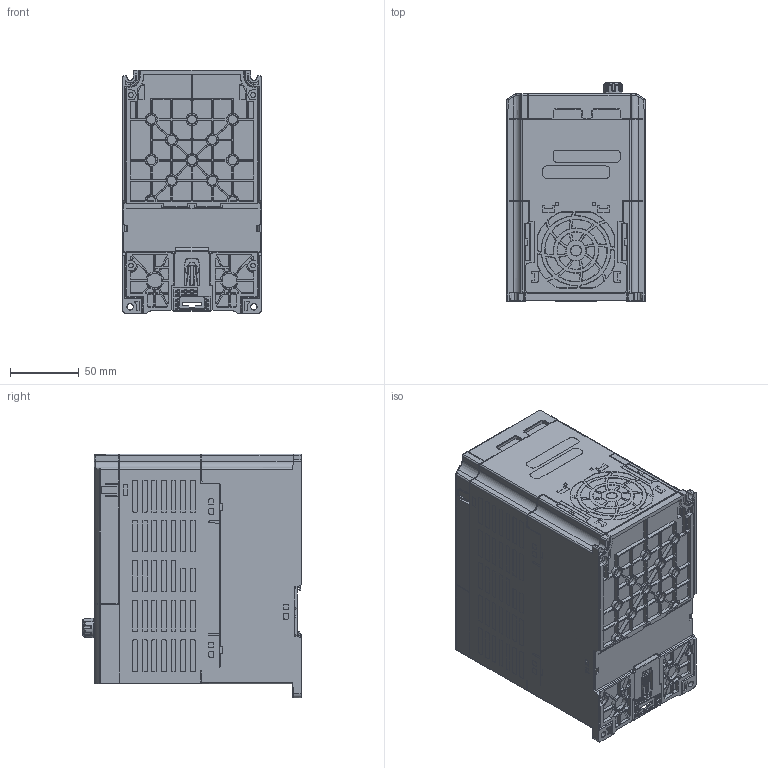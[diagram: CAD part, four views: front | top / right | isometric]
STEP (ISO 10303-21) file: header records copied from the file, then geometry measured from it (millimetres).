
FILE_DESCRIPTION (( 'STEP AP214' ), '1' );
FILE_NAME ('ACG-22P0.STEP', '2024-03-25T12:20:29', ( '' ), ( '' ), 'SwSTEP 2.0', 'SolidWorks 2021', '' );
FILE_SCHEMA (( 'AUTOMOTIVE_DESIGN' ));
Length unit declared in the file: inch
Products named in the file (1): ACG-22P0
Bounding box: 101 x 158.7 x 177 mm (x, y, z)
Volume: 2465586.5 mm3; surface area: 151298.9 mm2
Topology: 4 solids, 10 shells, 4588 faces, 11744 edges, 7400 vertices
Faces by surface type: plane 1880, cylinder 1198, cone 644, torus 447, bspline 297, sphere 122
Entity records: 158008 total; most frequent: CARTESIAN_POINT 51718, ORIENTED_EDGE 23406, DIRECTION 20551, EDGE_CURVE 11703, VERTEX_POINT 7399, AXIS2_PLACEMENT_3D 7355, LINE 5841, VECTOR 5841
